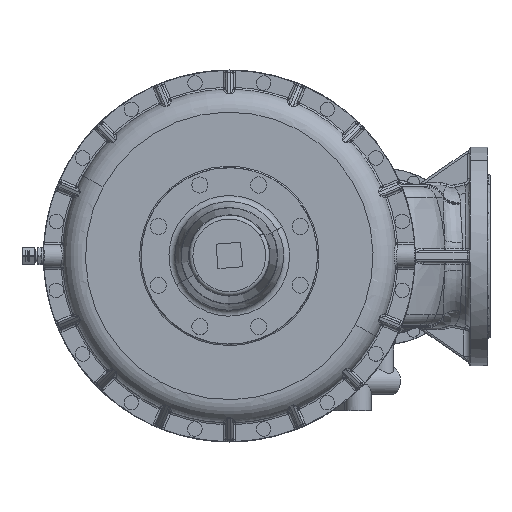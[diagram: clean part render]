
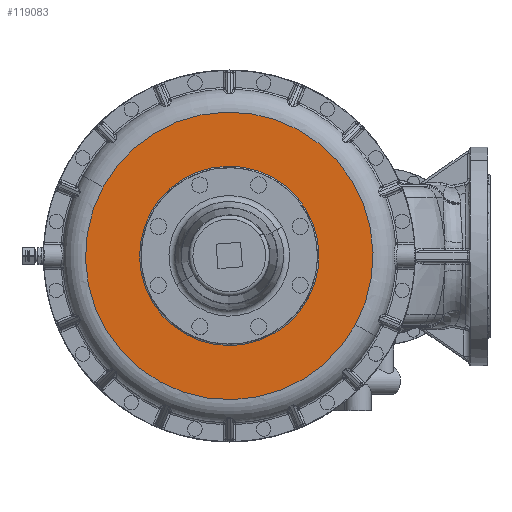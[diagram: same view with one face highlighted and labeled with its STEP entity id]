
A CAD part, top view. The second image highlights one B-rep face of the part: STEP entity #119083.
In plain terms, the highlighted planar face has unit normal (0, 0, 1).
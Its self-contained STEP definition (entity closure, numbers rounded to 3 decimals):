
#107115=DIRECTION('Axis2P3D Direction',(0.,-0.,-1.)) ;
#109199=DIRECTION('Axis2P3D Direction',(0.,0.,-1.)) ;
#115608=DIRECTION('Axis2P3D Direction',(0.,-0.,-1.)) ;
#115648=DIRECTION('Axis2P3D Direction',(0.,0.,-1.)) ;
#119071=DIRECTION('Axis2P3D Direction',(0.,-0.,-1.)) ;
#119072=DIRECTION('Axis2P3D XDirection',(1.,0.,0.)) ;
#107111=CARTESIAN_POINT('Vertex',(164.547,-89.892,368.)) ;
#107114=CARTESIAN_POINT('Axis2P3D Location',(0.,0.,368.)) ;
#107118=CARTESIAN_POINT('Vertex',(-164.547,89.892,368.)) ;
#109198=CARTESIAN_POINT('Axis2P3D Location',(0.,0.,368.)) ;
#115607=CARTESIAN_POINT('Axis2P3D Location',(0.,0.,368.)) ;
#115611=CARTESIAN_POINT('Vertex',(102.677,-56.093,368.)) ;
#115613=CARTESIAN_POINT('Vertex',(-102.677,56.093,368.)) ;
#115647=CARTESIAN_POINT('Axis2P3D Location',(0.,0.,368.)) ;
#119070=CARTESIAN_POINT('Axis2P3D Location',(187.5,0.,368.)) ;
#107116=AXIS2_PLACEMENT_3D('Circle Axis2P3D',#107114,#107115,$) ;
#109200=AXIS2_PLACEMENT_3D('Circle Axis2P3D',#109198,#109199,$) ;
#115609=AXIS2_PLACEMENT_3D('Circle Axis2P3D',#115607,#115608,$) ;
#115649=AXIS2_PLACEMENT_3D('Circle Axis2P3D',#115647,#115648,$) ;
#119073=AXIS2_PLACEMENT_3D('Plane Axis2P3D',#119070,#119071,#119072) ;
#119082=FACE_BOUND('',#119079,.T.) ;
#107120=EDGE_CURVE('',#107112,#107119,#107117,.T.) ;
#109202=EDGE_CURVE('',#107119,#107112,#109201,.T.) ;
#115615=EDGE_CURVE('',#115612,#115614,#115610,.T.) ;
#115651=EDGE_CURVE('',#115614,#115612,#115650,.T.) ;
#119074=PLANE('Plane',#119073) ;
#119076=ORIENTED_EDGE('',*,*,#107120,.F.) ;
#119077=ORIENTED_EDGE('',*,*,#109202,.F.) ;
#119080=ORIENTED_EDGE('',*,*,#115615,.T.) ;
#119081=ORIENTED_EDGE('',*,*,#115651,.T.) ;
#119083=ADVANCED_FACE('Brep With Voids',(#119078,#119082),#119074,.F.) ;
#107117=CIRCLE('generated circle',#107116,187.5) ;
#109201=CIRCLE('generated circle',#109200,187.5) ;
#115610=CIRCLE('generated circle',#115609,117.) ;
#115650=CIRCLE('generated circle',#115649,117.) ;
#107112=VERTEX_POINT('',#107111) ;
#107119=VERTEX_POINT('',#107118) ;
#115612=VERTEX_POINT('',#115611) ;
#115614=VERTEX_POINT('',#115613) ;
#119075=EDGE_LOOP('',(#119076,#119077)) ;
#119079=EDGE_LOOP('',(#119080,#119081)) ;
#119078=FACE_OUTER_BOUND('',#119075,.T.) ;
